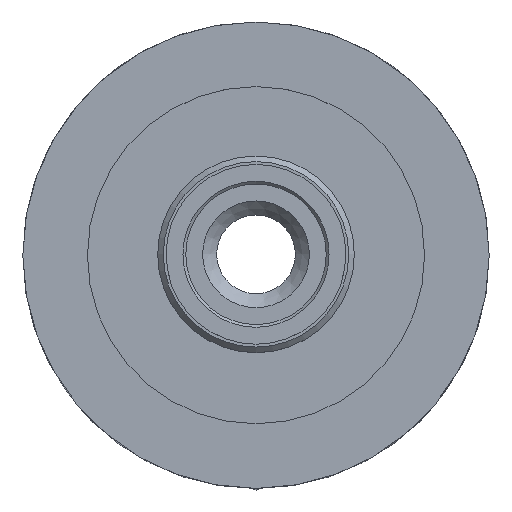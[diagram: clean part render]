
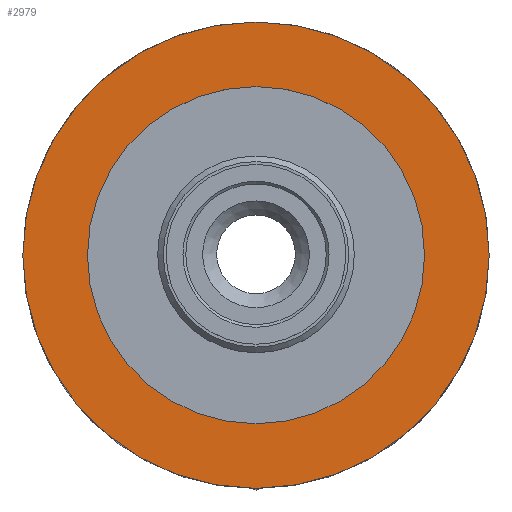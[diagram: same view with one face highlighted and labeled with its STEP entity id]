
A CAD part, top view. The second image highlights one B-rep face of the part: STEP entity #2979.
In plain terms, the highlighted planar face has unit normal (0, 0, 1).
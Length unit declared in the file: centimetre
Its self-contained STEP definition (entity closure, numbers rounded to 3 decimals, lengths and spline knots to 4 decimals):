
#489=CIRCLE('',#3256,0.3);
#502=CIRCLE('',#3292,0.415);
#1069=VERTEX_POINT('',#5669);
#1090=VERTEX_POINT('',#5750);
#1485=EDGE_CURVE('',#1069,#1069,#489,.T.);
#1522=EDGE_CURVE('',#1090,#1090,#502,.T.);
#2261=ORIENTED_EDGE('',*,*,#1485,.T.);
#2262=ORIENTED_EDGE('',*,*,#1522,.T.);
#2525=EDGE_LOOP('',(#2261));
#2526=EDGE_LOOP('',(#2262));
#2789=FACE_BOUND('',#2525,.T.);
#2790=FACE_BOUND('',#2526,.T.);
#2979=ADVANCED_FACE('',(#2789,#2790),#5877,.T.);
#3256=AXIS2_PLACEMENT_3D('',#5668,#3892,#3893);
#3292=AXIS2_PLACEMENT_3D('',#5749,#3969,#3970);
#3293=AXIS2_PLACEMENT_3D('',#5751,#3971,$);
#3892=DIRECTION('',(0.,0.,-1.));
#3893=DIRECTION('',(0.3,0.,0.));
#3969=DIRECTION('',(0.,0.,1.));
#3970=DIRECTION('',(0.415,0.,0.));
#3971=DIRECTION('',(0.,0.,1.));
#5668=CARTESIAN_POINT('',(0.,0.,0.));
#5669=CARTESIAN_POINT('',(0.3,0.,0.));
#5749=CARTESIAN_POINT('',(0.,0.,0.));
#5750=CARTESIAN_POINT('',(0.415,0.,0.));
#5751=CARTESIAN_POINT('',(0.,0.,0.));
#5877=PLANE('',#3293);
